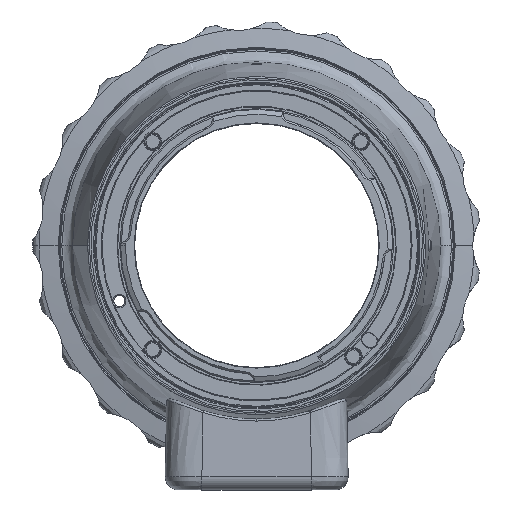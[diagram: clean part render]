
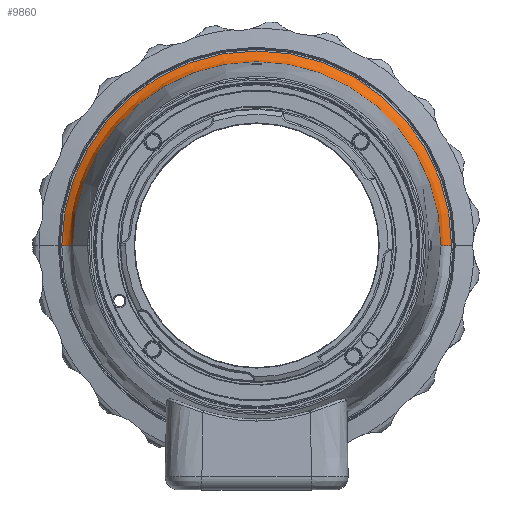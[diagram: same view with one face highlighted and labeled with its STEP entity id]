
A CAD part, top view. The second image highlights one B-rep face of the part: STEP entity #9860.
In plain terms, the highlighted free-form (B-spline) face has degree [3, 3] with [4, 4] control points.
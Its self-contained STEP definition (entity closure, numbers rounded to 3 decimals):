
#1267 = CARTESIAN_POINT ( 'NONE',  ( -34.662, 0., -42.585 ) ) ;
#5114 = CIRCLE ( 'NONE', #35498, 34.662 ) ;
#5806 = EDGE_LOOP ( 'NONE', ( #28362, #8391, #9903, #33525 ) ) ;
#7180 = FACE_OUTER_BOUND ( 'NONE', #5806, .T. ) ;
#8391 = ORIENTED_EDGE ( 'NONE', *, *, #37746, .T. ) ;
#9860 = ADVANCED_FACE ( 'NONE', ( #7180 ), #48299, .F. ) ;
#9903 = ORIENTED_EDGE ( 'NONE', *, *, #39124, .F. ) ;
#12893 = CARTESIAN_POINT ( 'NONE',  ( 34.662, 0., -42.585 ) ) ;
#14744 = VERTEX_POINT ( 'NONE', #20517 ) ;
#17221 = CIRCLE ( 'NONE', #40238, 36.707 ) ;
#20517 = CARTESIAN_POINT ( 'NONE',  ( -36.707, 0., -44.73 ) ) ;
#22219 = EDGE_CURVE ( 'NONE', #22964, #30365, #30238, .T. ) ;
#22964 = VERTEX_POINT ( 'NONE', #48552 ) ;
#25004 = AXIS2_PLACEMENT_3D ( 'NONE', #44723, #44678, #44671 ) ;
#28362 = ORIENTED_EDGE ( 'NONE', *, *, #38710, .F. ) ;
#28809 = CARTESIAN_POINT ( 'NONE',  ( -34.662, 69.323, -42.585 ) ) ;
#28858 = CARTESIAN_POINT ( 'NONE',  ( -34.662, 0., -42.585 ) ) ;
#29208 = CARTESIAN_POINT ( 'NONE',  ( 34.662, 0., -42.585 ) ) ;
#29371 = CARTESIAN_POINT ( 'NONE',  ( 34.662, 69.323, -42.585 ) ) ;
#29496 = CARTESIAN_POINT ( 'NONE',  ( -34.806, 69.611, -43.711 ) ) ;
#29545 = CARTESIAN_POINT ( 'NONE',  ( -34.806, 0., -43.711 ) ) ;
#29563 = CARTESIAN_POINT ( 'NONE',  ( 34.806, 0., -43.711 ) ) ;
#29669 = CARTESIAN_POINT ( 'NONE',  ( 34.806, 69.611, -43.711 ) ) ;
#29796 = CARTESIAN_POINT ( 'NONE',  ( -35.589, 71.178, -44.532 ) ) ;
#30041 = CARTESIAN_POINT ( 'NONE',  ( -35.589, 0., -44.532 ) ) ;
#30089 = CARTESIAN_POINT ( 'NONE',  ( 35.589, 0., -44.532 ) ) ;
#30238 = CIRCLE ( 'NONE', #25004, 2.5 ) ;
#30330 = CARTESIAN_POINT ( 'NONE',  ( 35.589, 71.178, -44.532 ) ) ;
#30365 = VERTEX_POINT ( 'NONE', #12893 ) ;
#30459 = CARTESIAN_POINT ( 'NONE',  ( -36.707, 73.415, -44.73 ) ) ;
#30806 = CARTESIAN_POINT ( 'NONE',  ( -36.707, 0., -44.73 ) ) ;
#31342 = CARTESIAN_POINT ( 'NONE',  ( 36.707, 73.415, -44.73 ) ) ;
#32647 = CARTESIAN_POINT ( 'NONE',  ( 36.707, 0., -44.73 ) ) ;
#33525 = ORIENTED_EDGE ( 'NONE', *, *, #22219, .F. ) ;
#34414 = CARTESIAN_POINT ( 'NONE',  ( -37.141, 0., -42.268 ) ) ;
#34753 = DIRECTION ( 'NONE',  ( 0., -1., 0. ) ) ;
#34846 = DIRECTION ( 'NONE',  ( -1., 0., 0. ) ) ;
#34900 = DIRECTION ( 'NONE',  ( 0., 0., 1. ) ) ;
#35015 = CARTESIAN_POINT ( 'NONE',  ( 0., 0., -42.585 ) ) ;
#35498 = AXIS2_PLACEMENT_3D ( 'NONE', #35015, #34900, #34846 ) ;
#36267 = DIRECTION ( 'NONE',  ( -1., 0., 0. ) ) ;
#36766 = VERTEX_POINT ( 'NONE', #1267 ) ;
#37746 = EDGE_CURVE ( 'NONE', #14744, #36766, #40450, .T. ) ;
#38710 = EDGE_CURVE ( 'NONE', #14744, #22964, #17221, .T. ) ;
#39124 = EDGE_CURVE ( 'NONE', #30365, #36766, #5114, .T. ) ;
#40238 = AXIS2_PLACEMENT_3D ( 'NONE', #45500, #45489, #45438 ) ;
#40450 = CIRCLE ( 'NONE', #45617, 2.5 ) ;
#44671 = DIRECTION ( 'NONE',  ( 1., 0., 0. ) ) ;
#44678 = DIRECTION ( 'NONE',  ( 0., 1., 0. ) ) ;
#44723 = CARTESIAN_POINT ( 'NONE',  ( 37.141, 0., -42.268 ) ) ;
#45438 = DIRECTION ( 'NONE',  ( 1., 0., 0. ) ) ;
#45489 = DIRECTION ( 'NONE',  ( 0., 0., -1. ) ) ;
#45500 = CARTESIAN_POINT ( 'NONE',  ( 0., 0., -44.73 ) ) ;
#45617 = AXIS2_PLACEMENT_3D ( 'NONE', #34414, #34753, #36267 ) ;
#48299 =( BOUNDED_SURFACE ( )  B_SPLINE_SURFACE ( 3, 3, ( 
 ( #32647, #31342, #30459, #30806 ),
 ( #30089, #30330, #29796, #30041 ),
 ( #29563, #29669, #29496, #29545 ),
 ( #29208, #29371, #28809, #28858 ) ),
 .UNSPECIFIED., .F., .F., .F. ) 
 B_SPLINE_SURFACE_WITH_KNOTS ( ( 4, 4 ),
 ( 4, 4 ),
 ( 0., 1. ),
 ( 0., 1. ),
 .UNSPECIFIED. ) 
 GEOMETRIC_REPRESENTATION_ITEM ( )  RATIONAL_B_SPLINE_SURFACE ( (
 ( 1., 0.333, 0.333, 1.),
 ( 0.87, 0.29, 0.29, 0.87),
 ( 0.87, 0.29, 0.29, 0.87),
 ( 1., 0.333, 0.333, 1.) ) ) 
 REPRESENTATION_ITEM ( '' )  SURFACE ( )  );
#48552 = CARTESIAN_POINT ( 'NONE',  ( 36.707, 0., -44.73 ) ) ;
